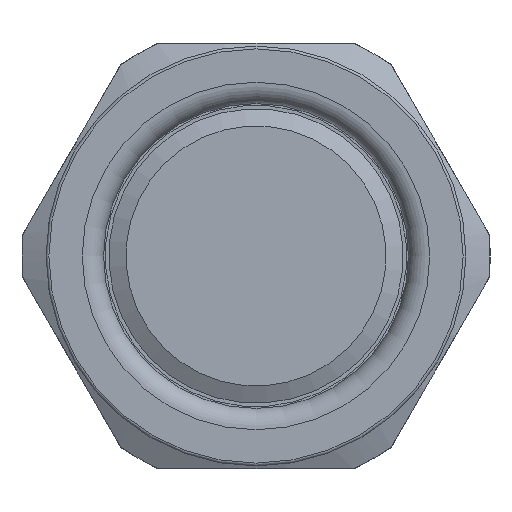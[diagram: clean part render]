
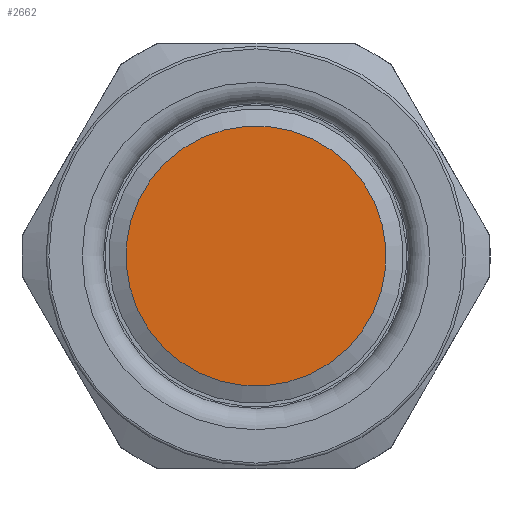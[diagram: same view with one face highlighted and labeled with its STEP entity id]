
A CAD part, left-side view. The second image highlights one B-rep face of the part: STEP entity #2662.
In plain terms, the highlighted face is planar.
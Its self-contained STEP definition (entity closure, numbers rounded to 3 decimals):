
#374=PLANE('',#3102);
#677=FACE_OUTER_BOUND('',#980,.T.);
#980=EDGE_LOOP('',(#2417));
#1163=CIRCLE('',#3101,9.17);
#1441=VERTEX_POINT('',#12358);
#1765=EDGE_CURVE('',#1441,#1441,#1163,.T.);
#2417=ORIENTED_EDGE('',*,*,#1765,.T.);
#2662=ADVANCED_FACE('',(#677),#374,.T.);
#3101=AXIS2_PLACEMENT_3D('',#12359,#3899,#3900);
#3102=AXIS2_PLACEMENT_3D('',#12360,#3901,#3902);
#3899=DIRECTION('center_axis',(1.,0.,0.));
#3900=DIRECTION('ref_axis',(0.,0.,-1.));
#3901=DIRECTION('center_axis',(1.,0.,0.));
#3902=DIRECTION('ref_axis',(0.,0.,-1.));
#12358=CARTESIAN_POINT('',(0.58,9.17,0.));
#12359=CARTESIAN_POINT('Origin',(0.58,0.,0.));
#12360=CARTESIAN_POINT('Origin',(0.58,0.,0.));
